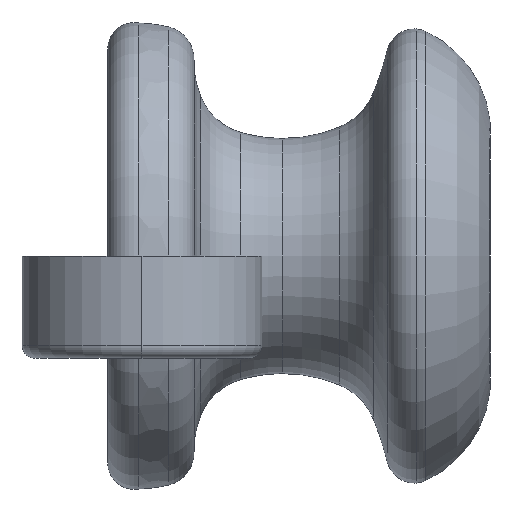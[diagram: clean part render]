
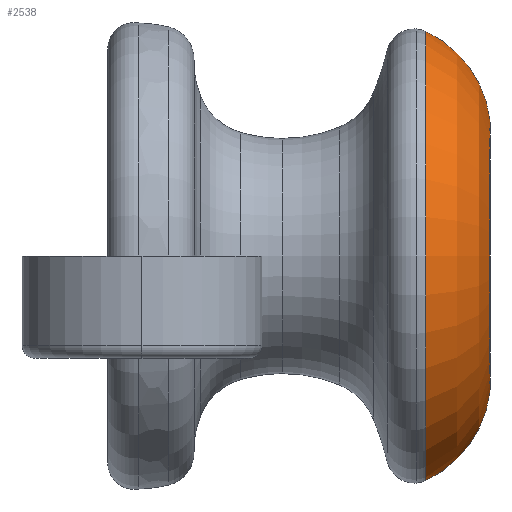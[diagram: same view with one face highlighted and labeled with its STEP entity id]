
A CAD part, left-side view. The second image highlights one B-rep face of the part: STEP entity #2538.
In plain terms, the highlighted toroidal (fillet/blend) face has major radius 4.803 mm and minor radius 4.405 mm.
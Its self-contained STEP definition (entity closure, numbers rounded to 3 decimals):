
#395 = DIRECTION ( 'NONE',  ( 0., 0., 1. ) ) ;
#523 = FACE_OUTER_BOUND ( 'NONE', #15457, .T. ) ;
#620 = DIRECTION ( 'NONE',  ( 0., 0., 1. ) ) ;
#768 = DIRECTION ( 'NONE',  ( -1., 0., 0. ) ) ;
#1657 = VERTEX_POINT ( 'NONE', #11197 ) ;
#1865 = VERTEX_POINT ( 'NONE', #14231 ) ;
#2398 = CARTESIAN_POINT ( 'NONE',  ( 0., 0.029, -5.307 ) ) ;
#2538 = ADVANCED_FACE ( 'NONE', ( #523 ), #13254, .T. ) ;
#2580 = AXIS2_PLACEMENT_3D ( 'NONE', #14161, #14320, #4390 ) ;
#2604 = CIRCLE ( 'NONE', #7431, 4.406 ) ;
#2977 = EDGE_CURVE ( 'NONE', #1657, #1865, #2604, .T. ) ;
#3163 = DIRECTION ( 'NONE',  ( 1., 0., 0. ) ) ;
#3859 = EDGE_CURVE ( 'NONE', #4046, #1657, #13610, .T. ) ;
#4046 = VERTEX_POINT ( 'NONE', #2398 ) ;
#4205 = CIRCLE ( 'NONE', #10929, 4.406 ) ;
#4390 = DIRECTION ( 'NONE',  ( 0., 0., 1. ) ) ;
#4656 = CIRCLE ( 'NONE', #2580, 8.797 ) ;
#4660 = AXIS2_PLACEMENT_3D ( 'NONE', #7865, #6693, #620 ) ;
#5604 = DIRECTION ( 'NONE',  ( 0., 0., 1. ) ) ;
#5757 = CARTESIAN_POINT ( 'NONE',  ( 0., 4.406, -4.803 ) ) ;
#6463 = ORIENTED_EDGE ( 'NONE', *, *, #15978, .F. ) ;
#6693 = DIRECTION ( 'NONE',  ( 0., 1., 0. ) ) ;
#7431 = AXIS2_PLACEMENT_3D ( 'NONE', #13051, #768, #5604 ) ;
#7739 = DIRECTION ( 'NONE',  ( 0., 1., 0. ) ) ;
#7865 = CARTESIAN_POINT ( 'NONE',  ( 0., 4.406, 0. ) ) ;
#8469 = ORIENTED_EDGE ( 'NONE', *, *, #3859, .T. ) ;
#8947 = VERTEX_POINT ( 'NONE', #10465 ) ;
#9497 = EDGE_CURVE ( 'NONE', #4046, #8947, #4205, .T. ) ;
#9631 = AXIS2_PLACEMENT_3D ( 'NONE', #13917, #7739, #395 ) ;
#10465 = CARTESIAN_POINT ( 'NONE',  ( 0., 2.546, -8.797 ) ) ;
#10929 = AXIS2_PLACEMENT_3D ( 'NONE', #5757, #3163, #13151 ) ;
#11197 = CARTESIAN_POINT ( 'NONE',  ( 0., 0.029, 5.307 ) ) ;
#13051 = CARTESIAN_POINT ( 'NONE',  ( 0., 4.406, 4.803 ) ) ;
#13151 = DIRECTION ( 'NONE',  ( 0., 0., -1. ) ) ;
#13254 = TOROIDAL_SURFACE ( 'NONE', #4660, 4.803, 4.406 ) ;
#13406 = ORIENTED_EDGE ( 'NONE', *, *, #9497, .F. ) ;
#13610 = CIRCLE ( 'NONE', #9631, 5.307 ) ;
#13917 = CARTESIAN_POINT ( 'NONE',  ( 0., 0.029, 0. ) ) ;
#14161 = CARTESIAN_POINT ( 'NONE',  ( 0., 2.546, 0. ) ) ;
#14208 = ORIENTED_EDGE ( 'NONE', *, *, #2977, .T. ) ;
#14231 = CARTESIAN_POINT ( 'NONE',  ( 0., 2.546, 8.797 ) ) ;
#14320 = DIRECTION ( 'NONE',  ( 0., 1., 0. ) ) ;
#15457 = EDGE_LOOP ( 'NONE', ( #13406, #8469, #14208, #6463 ) ) ;
#15978 = EDGE_CURVE ( 'NONE', #8947, #1865, #4656, .T. ) ;
